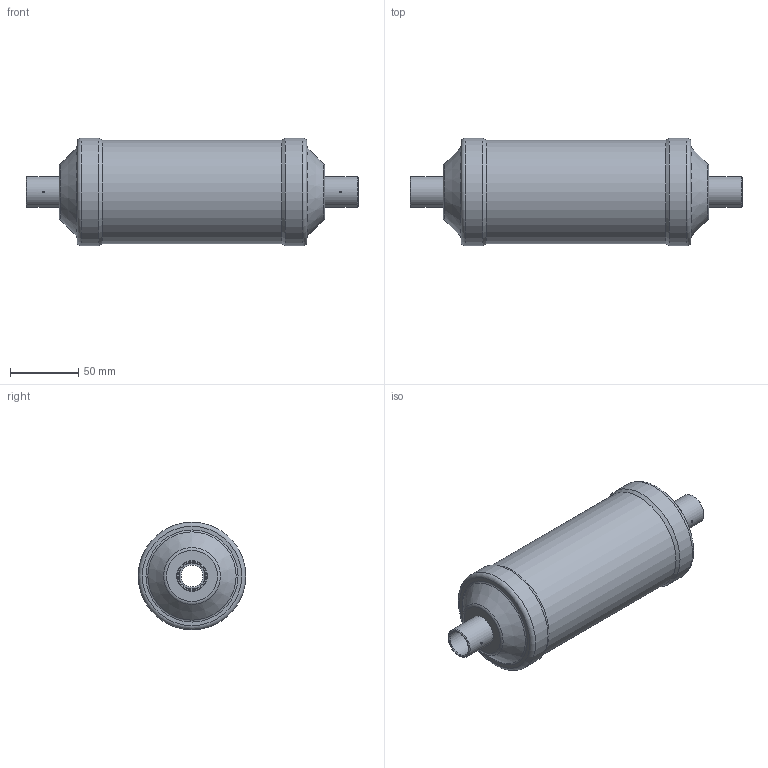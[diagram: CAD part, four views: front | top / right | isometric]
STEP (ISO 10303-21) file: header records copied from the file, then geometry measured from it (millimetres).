
FILE_DESCRIPTION(/* description */ (''),/* implementation_level */ '2;1');
FILE_NAME(/* name */ '023Z0033R.stp',/* time_stamp */ '2022-08-09T10:54:38+03:00',/* author */ ('U403152'),/* organization */ (''),/* preprocessor_version */ 'ST-DEVELOPER v18.1',/* originating_system */ 'Autodesk Inventor 2020',/* authorisation */ '');
FILE_SCHEMA (('AUTOMOTIVE_DESIGN { 1 0 10303 214 3 1 1 }'));
Length unit declared in the file: micrometre
Products named in the file (1): ╡е╧Є╕╔╘я╣¤┬╦╞ўD
FS-306S-000
Bounding box: 244 x 79 x 79 mm (x, y, z)
Volume: 802742.1 mm3; surface area: 67565.4 mm2
Topology: 1 solids, 1 shells, 38 faces, 90 edges, 68 vertices
Faces by surface type: cone 8, sphere 8, cylinder 8, plane 8, torus 6
Full cylindrical faces by diameter (mm): 16.1 x1, 19.1 x2, 22.7 x2, 76 x1, 79 x2
Entity records: 1529 total; most frequent: CARTESIAN_POINT 525, DIRECTION 226, ORIENTED_EDGE 180, AXIS2_PLACEMENT_3D 105, EDGE_CURVE 90, VERTEX_POINT 68, CIRCLE 66, EDGE_LOOP 54
